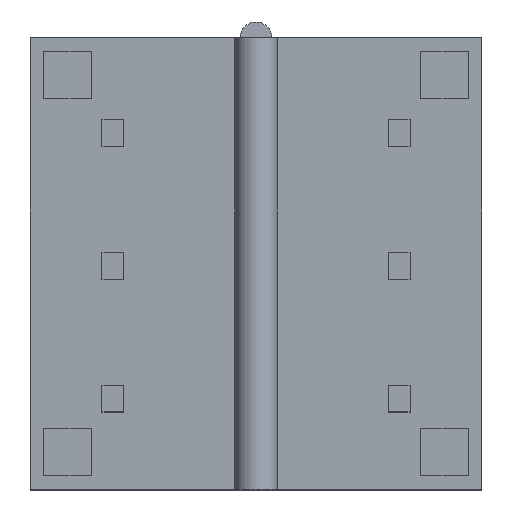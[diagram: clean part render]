
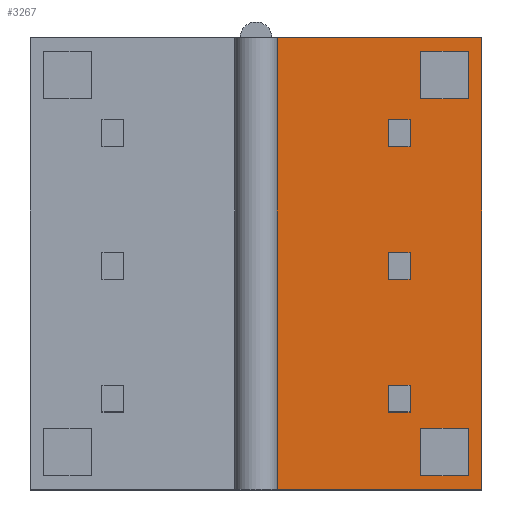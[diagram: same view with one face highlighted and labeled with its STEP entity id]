
A CAD part, top view. The second image highlights one B-rep face of the part: STEP entity #3267.
In plain terms, the highlighted planar face has unit normal (0, 0, 1).
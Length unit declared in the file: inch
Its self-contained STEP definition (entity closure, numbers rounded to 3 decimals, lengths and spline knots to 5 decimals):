
#2885=CARTESIAN_POINT('',(0.16732,-0.16732,0.01969));
#2886=VERTEX_POINT('',#2885);
#2893=CARTESIAN_POINT('',(0.01575,-0.16732,0.01969));
#2894=VERTEX_POINT('',#2893);
#2895=CARTESIAN_POINT('',(0.16732,-0.16732,0.01969));
#2896=DIRECTION('',(-1.0,0.0,0.0));
#2897=VECTOR('',#2896,0.15157);
#2898=LINE('',#2895,#2897);
#2899=EDGE_CURVE('',#2886,#2894,#2898,.T.);
#2953=CARTESIAN_POINT('',(0.16732,0.16732,0.01969));
#2954=VERTEX_POINT('',#2953);
#2961=CARTESIAN_POINT('',(0.16732,0.16732,0.01969));
#2962=DIRECTION('',(0.0,-1.0,0.0));
#2963=VECTOR('',#2962,0.33465);
#2964=LINE('',#2961,#2963);
#2965=EDGE_CURVE('',#2954,#2886,#2964,.T.);
#2993=CARTESIAN_POINT('',(0.01575,0.16732,0.01969));
#2994=VERTEX_POINT('',#2993);
#3002=CARTESIAN_POINT('',(0.01575,0.16732,0.01969));
#3003=DIRECTION('',(1.0,0.0,0.0));
#3004=VECTOR('',#3003,0.15157);
#3005=LINE('',#3002,#3004);
#3006=EDGE_CURVE('',#2994,#2954,#3005,.T.);
#3076=CARTESIAN_POINT('',(0.01575,0.16732,0.01969));
#3077=DIRECTION('',(0.0,-1.0,0.0));
#3078=VECTOR('',#3077,0.33465);
#3079=LINE('',#3076,#3078);
#3080=EDGE_CURVE('',#2994,#2894,#3079,.T.);
#3086=CARTESIAN_POINT('',(0.00817,-0.18406,0.01969));
#3087=DIRECTION('',(0.0,0.0,1.0));
#3088=DIRECTION('',(1.0,0.0,0.0));
#3089=AXIS2_PLACEMENT_3D('',#3086,#3087,#3088);
#3090=PLANE('',#3089);
#3091=ORIENTED_EDGE('',*,*,#3080,.T.);
#3092=ORIENTED_EDGE('',*,*,#2899,.F.);
#3093=ORIENTED_EDGE('',*,*,#2965,.F.);
#3094=ORIENTED_EDGE('',*,*,#3006,.F.);
#3095=EDGE_LOOP('',(#3091,#3092,#3093,#3094));
#3096=FACE_OUTER_BOUND('',#3095,.T.);
#3097=CARTESIAN_POINT('',(0.09843,-0.01181,0.01969));
#3098=VERTEX_POINT('',#3097);
#3099=CARTESIAN_POINT('',(0.09843,0.00787,0.01969));
#3100=VERTEX_POINT('',#3099);
#3101=CARTESIAN_POINT('',(0.09843,-0.01181,0.01969));
#3102=DIRECTION('',(0.0,1.0,0.0));
#3103=VECTOR('',#3102,0.01969);
#3104=LINE('',#3101,#3103);
#3105=EDGE_CURVE('',#3098,#3100,#3104,.T.);
#3106=ORIENTED_EDGE('',*,*,#3105,.T.);
#3107=CARTESIAN_POINT('',(0.11417,0.00787,0.01969));
#3108=VERTEX_POINT('',#3107);
#3109=CARTESIAN_POINT('',(0.09843,0.00787,0.01969));
#3110=DIRECTION('',(1.0,0.0,0.0));
#3111=VECTOR('',#3110,0.01575);
#3112=LINE('',#3109,#3111);
#3113=EDGE_CURVE('',#3100,#3108,#3112,.T.);
#3114=ORIENTED_EDGE('',*,*,#3113,.T.);
#3115=CARTESIAN_POINT('',(0.11417,-0.01181,0.01969));
#3116=VERTEX_POINT('',#3115);
#3117=CARTESIAN_POINT('',(0.11417,0.00787,0.01969));
#3118=DIRECTION('',(0.0,-1.0,0.0));
#3119=VECTOR('',#3118,0.01969);
#3120=LINE('',#3117,#3119);
#3121=EDGE_CURVE('',#3108,#3116,#3120,.T.);
#3122=ORIENTED_EDGE('',*,*,#3121,.T.);
#3123=CARTESIAN_POINT('',(0.11417,-0.01181,0.01969));
#3124=DIRECTION('',(-1.0,0.0,0.0));
#3125=VECTOR('',#3124,0.01575);
#3126=LINE('',#3123,#3125);
#3127=EDGE_CURVE('',#3116,#3098,#3126,.T.);
#3128=ORIENTED_EDGE('',*,*,#3127,.T.);
#3129=EDGE_LOOP('',(#3106,#3114,#3122,#3128));
#3130=FACE_BOUND('',#3129,.T.);
#3131=CARTESIAN_POINT('',(0.09843,0.08661,0.01969));
#3132=VERTEX_POINT('',#3131);
#3133=CARTESIAN_POINT('',(0.09843,0.1063,0.01969));
#3134=VERTEX_POINT('',#3133);
#3135=CARTESIAN_POINT('',(0.09843,0.08661,0.01969));
#3136=DIRECTION('',(0.0,1.0,0.0));
#3137=VECTOR('',#3136,0.01969);
#3138=LINE('',#3135,#3137);
#3139=EDGE_CURVE('',#3132,#3134,#3138,.T.);
#3140=ORIENTED_EDGE('',*,*,#3139,.T.);
#3141=CARTESIAN_POINT('',(0.11417,0.1063,0.01969));
#3142=VERTEX_POINT('',#3141);
#3143=CARTESIAN_POINT('',(0.09843,0.1063,0.01969));
#3144=DIRECTION('',(1.0,0.0,0.0));
#3145=VECTOR('',#3144,0.01575);
#3146=LINE('',#3143,#3145);
#3147=EDGE_CURVE('',#3134,#3142,#3146,.T.);
#3148=ORIENTED_EDGE('',*,*,#3147,.T.);
#3149=CARTESIAN_POINT('',(0.11417,0.08661,0.01969));
#3150=VERTEX_POINT('',#3149);
#3151=CARTESIAN_POINT('',(0.11417,0.1063,0.01969));
#3152=DIRECTION('',(0.0,-1.0,0.0));
#3153=VECTOR('',#3152,0.01969);
#3154=LINE('',#3151,#3153);
#3155=EDGE_CURVE('',#3142,#3150,#3154,.T.);
#3156=ORIENTED_EDGE('',*,*,#3155,.T.);
#3157=CARTESIAN_POINT('',(0.11417,0.08661,0.01969));
#3158=DIRECTION('',(-1.0,0.0,0.0));
#3159=VECTOR('',#3158,0.01575);
#3160=LINE('',#3157,#3159);
#3161=EDGE_CURVE('',#3150,#3132,#3160,.T.);
#3162=ORIENTED_EDGE('',*,*,#3161,.T.);
#3163=EDGE_LOOP('',(#3140,#3148,#3156,#3162));
#3164=FACE_BOUND('',#3163,.T.);
#3165=CARTESIAN_POINT('',(0.11417,-0.09055,0.01969));
#3166=VERTEX_POINT('',#3165);
#3167=CARTESIAN_POINT('',(0.11417,-0.11024,0.01969));
#3168=VERTEX_POINT('',#3167);
#3169=CARTESIAN_POINT('',(0.11417,-0.09055,0.01969));
#3170=DIRECTION('',(0.0,-1.0,0.0));
#3171=VECTOR('',#3170,0.01969);
#3172=LINE('',#3169,#3171);
#3173=EDGE_CURVE('',#3166,#3168,#3172,.T.);
#3174=ORIENTED_EDGE('',*,*,#3173,.T.);
#3175=CARTESIAN_POINT('',(0.09843,-0.11024,0.01969));
#3176=VERTEX_POINT('',#3175);
#3177=CARTESIAN_POINT('',(0.11417,-0.11024,0.01969));
#3178=DIRECTION('',(-1.0,0.0,0.0));
#3179=VECTOR('',#3178,0.01575);
#3180=LINE('',#3177,#3179);
#3181=EDGE_CURVE('',#3168,#3176,#3180,.T.);
#3182=ORIENTED_EDGE('',*,*,#3181,.T.);
#3183=CARTESIAN_POINT('',(0.09843,-0.09055,0.01969));
#3184=VERTEX_POINT('',#3183);
#3185=CARTESIAN_POINT('',(0.09843,-0.11024,0.01969));
#3186=DIRECTION('',(0.0,1.0,0.0));
#3187=VECTOR('',#3186,0.01969);
#3188=LINE('',#3185,#3187);
#3189=EDGE_CURVE('',#3176,#3184,#3188,.T.);
#3190=ORIENTED_EDGE('',*,*,#3189,.T.);
#3191=CARTESIAN_POINT('',(0.09843,-0.09055,0.01969));
#3192=DIRECTION('',(1.0,0.0,0.0));
#3193=VECTOR('',#3192,0.01575);
#3194=LINE('',#3191,#3193);
#3195=EDGE_CURVE('',#3184,#3166,#3194,.T.);
#3196=ORIENTED_EDGE('',*,*,#3195,.T.);
#3197=EDGE_LOOP('',(#3174,#3182,#3190,#3196));
#3198=FACE_BOUND('',#3197,.T.);
#3199=CARTESIAN_POINT('',(0.15748,-0.12205,0.01969));
#3200=VERTEX_POINT('',#3199);
#3201=CARTESIAN_POINT('',(0.15748,-0.15748,0.01969));
#3202=VERTEX_POINT('',#3201);
#3203=CARTESIAN_POINT('',(0.15748,-0.12205,0.01969));
#3204=DIRECTION('',(0.0,-1.0,0.0));
#3205=VECTOR('',#3204,0.03543);
#3206=LINE('',#3203,#3205);
#3207=EDGE_CURVE('',#3200,#3202,#3206,.T.);
#3208=ORIENTED_EDGE('',*,*,#3207,.T.);
#3209=CARTESIAN_POINT('',(0.12205,-0.15748,0.01969));
#3210=VERTEX_POINT('',#3209);
#3211=CARTESIAN_POINT('',(0.15748,-0.15748,0.01969));
#3212=DIRECTION('',(-1.0,0.0,0.0));
#3213=VECTOR('',#3212,0.03543);
#3214=LINE('',#3211,#3213);
#3215=EDGE_CURVE('',#3202,#3210,#3214,.T.);
#3216=ORIENTED_EDGE('',*,*,#3215,.T.);
#3217=CARTESIAN_POINT('',(0.12205,-0.12205,0.01969));
#3218=VERTEX_POINT('',#3217);
#3219=CARTESIAN_POINT('',(0.12205,-0.15748,0.01969));
#3220=DIRECTION('',(0.0,1.0,0.0));
#3221=VECTOR('',#3220,0.03543);
#3222=LINE('',#3219,#3221);
#3223=EDGE_CURVE('',#3210,#3218,#3222,.T.);
#3224=ORIENTED_EDGE('',*,*,#3223,.T.);
#3225=CARTESIAN_POINT('',(0.12205,-0.12205,0.01969));
#3226=DIRECTION('',(1.0,0.0,0.0));
#3227=VECTOR('',#3226,0.03543);
#3228=LINE('',#3225,#3227);
#3229=EDGE_CURVE('',#3218,#3200,#3228,.T.);
#3230=ORIENTED_EDGE('',*,*,#3229,.T.);
#3231=EDGE_LOOP('',(#3208,#3216,#3224,#3230));
#3232=FACE_BOUND('',#3231,.T.);
#3233=CARTESIAN_POINT('',(0.15748,0.15748,0.01969));
#3234=VERTEX_POINT('',#3233);
#3235=CARTESIAN_POINT('',(0.15748,0.12205,0.01969));
#3236=VERTEX_POINT('',#3235);
#3237=CARTESIAN_POINT('',(0.15748,0.15748,0.01969));
#3238=DIRECTION('',(0.0,-1.0,0.0));
#3239=VECTOR('',#3238,0.03543);
#3240=LINE('',#3237,#3239);
#3241=EDGE_CURVE('',#3234,#3236,#3240,.T.);
#3242=ORIENTED_EDGE('',*,*,#3241,.T.);
#3243=CARTESIAN_POINT('',(0.12205,0.12205,0.01969));
#3244=VERTEX_POINT('',#3243);
#3245=CARTESIAN_POINT('',(0.15748,0.12205,0.01969));
#3246=DIRECTION('',(-1.0,0.0,0.0));
#3247=VECTOR('',#3246,0.03543);
#3248=LINE('',#3245,#3247);
#3249=EDGE_CURVE('',#3236,#3244,#3248,.T.);
#3250=ORIENTED_EDGE('',*,*,#3249,.T.);
#3251=CARTESIAN_POINT('',(0.12205,0.15748,0.01969));
#3252=VERTEX_POINT('',#3251);
#3253=CARTESIAN_POINT('',(0.12205,0.12205,0.01969));
#3254=DIRECTION('',(0.0,1.0,0.0));
#3255=VECTOR('',#3254,0.03543);
#3256=LINE('',#3253,#3255);
#3257=EDGE_CURVE('',#3244,#3252,#3256,.T.);
#3258=ORIENTED_EDGE('',*,*,#3257,.T.);
#3259=CARTESIAN_POINT('',(0.12205,0.15748,0.01969));
#3260=DIRECTION('',(1.0,0.0,0.0));
#3261=VECTOR('',#3260,0.03543);
#3262=LINE('',#3259,#3261);
#3263=EDGE_CURVE('',#3252,#3234,#3262,.T.);
#3264=ORIENTED_EDGE('',*,*,#3263,.T.);
#3265=EDGE_LOOP('',(#3242,#3250,#3258,#3264));
#3266=FACE_BOUND('',#3265,.T.);
#3267=ADVANCED_FACE('',(#3096,#3130,#3164,#3198,#3232,#3266),#3090,.T.);
